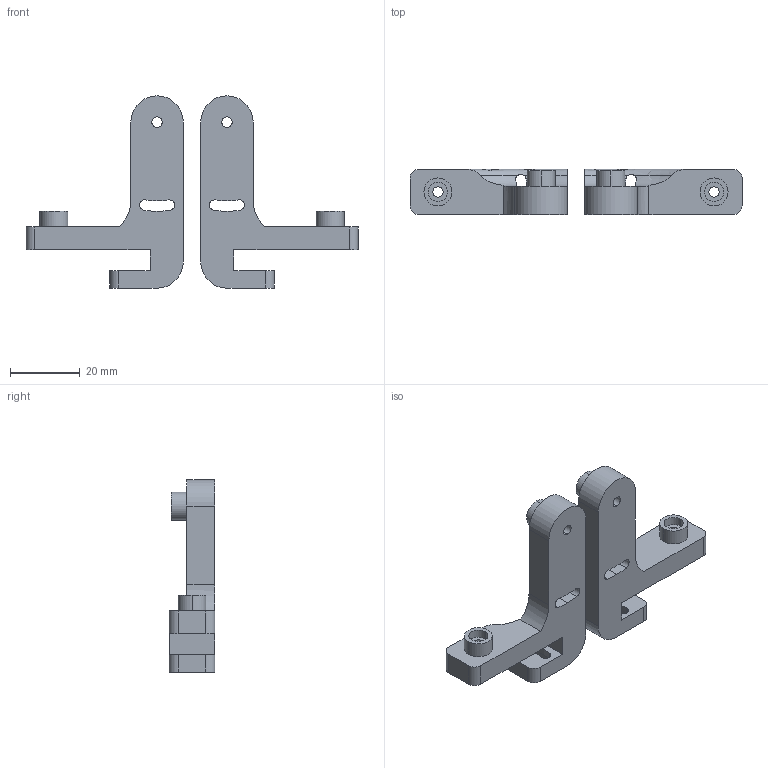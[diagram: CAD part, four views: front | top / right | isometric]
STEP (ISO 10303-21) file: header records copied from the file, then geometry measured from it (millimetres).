
FILE_DESCRIPTION (( 'STEP AP203' ), '1' );
FILE_NAME ('robDogLegV3.STEP', '2024-07-08T20:23:57', ( '' ), ( '' ), 'SwSTEP 2.0', 'SolidWorks 2023', '' );
FILE_SCHEMA (( 'CONFIG_CONTROL_DESIGN' ));
Length unit declared in the file: millimetre
Products named in the file (1): robDogLegV3
Bounding box: 95 x 13 x 55 mm (x, y, z)
Volume: 18401.5 mm3; surface area: 10127.6 mm2
Topology: 2 solids, 2 shells, 142 faces, 384 edges, 256 vertices
Faces by surface type: cylinder 98, plane 40, torus 4
Entity records: 4845 total; most frequent: CARTESIAN_POINT 999, DIRECTION 844, ORIENTED_EDGE 768, EDGE_CURVE 384, AXIS2_PLACEMENT_3D 345, VERTEX_POINT 256, CIRCLE 202, EDGE_LOOP 172
